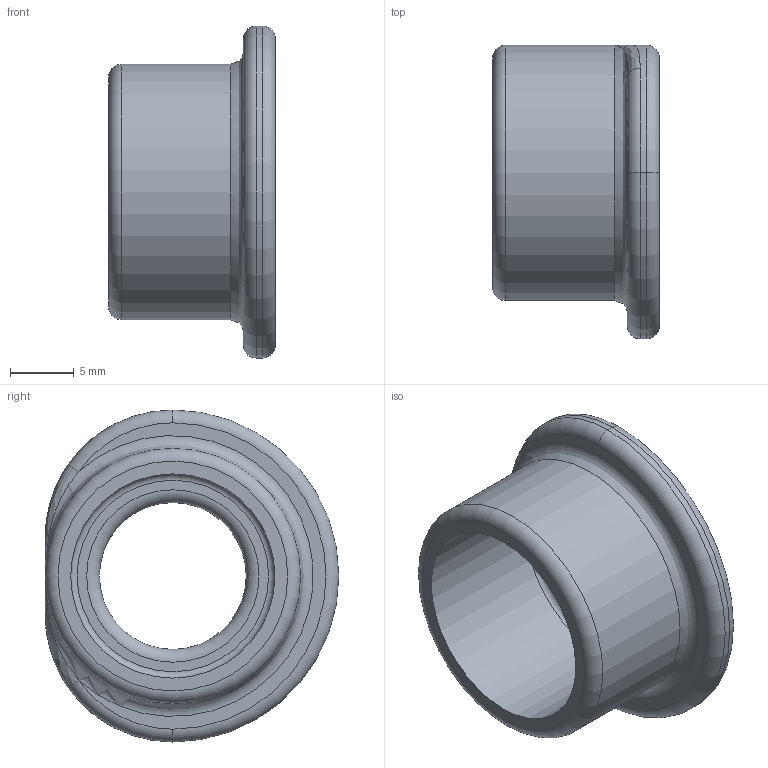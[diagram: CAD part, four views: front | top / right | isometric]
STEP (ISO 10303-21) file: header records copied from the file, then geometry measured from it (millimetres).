
FILE_DESCRIPTION(/* description */ ('Demontagewerkzeug FRONTFIXDAT16'),/* implementation_level */ '2;1');
FILE_NAME(/* name */ '5-Demontagewerkzeug-FRONTFIXDAT16-RST.stp',/* time_stamp */ '2018-06-25T12:05:06+02:00',/* author */ ('sl'),/* organization */ (''),/* preprocessor_version */ 'ST-DEVELOPER v16.5',/* originating_system */ 'Autodesk Inventor 2017',/* authorisation */ '');
FILE_SCHEMA (('AUTOMOTIVE_DESIGN { 1 0 10303 214 3 1 1 }'));
Length unit declared in the file: millimetre
Products named in the file (1): FRONTFIXDAT16
Bounding box: 13.05 x 23 x 26 mm (x, y, z)
Volume: 2044.6 mm3; surface area: 2097.9 mm2
Topology: 1 solids, 1 shells, 83 faces, 208 edges, 132 vertices
Faces by surface type: bspline 36, plane 31, torus 10, cylinder 6
Full cylindrical faces by diameter (mm): 16 x1, 20 x1
Entity records: 2825 total; most frequent: CARTESIAN_POINT 1059, ORIENTED_EDGE 402, DIRECTION 256, EDGE_CURVE 201, VERTEX_POINT 132, LINE 98, VECTOR 98, EDGE_LOOP 97
